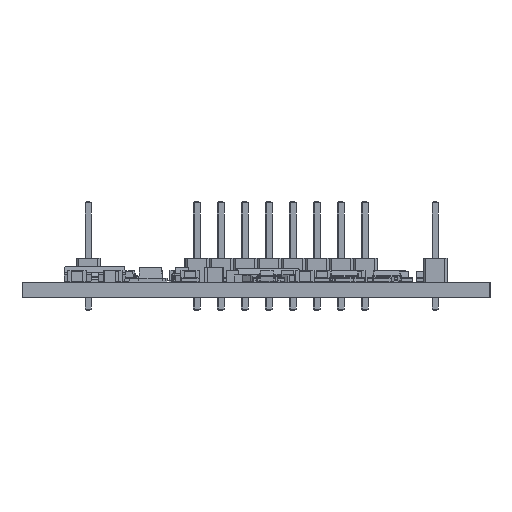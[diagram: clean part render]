
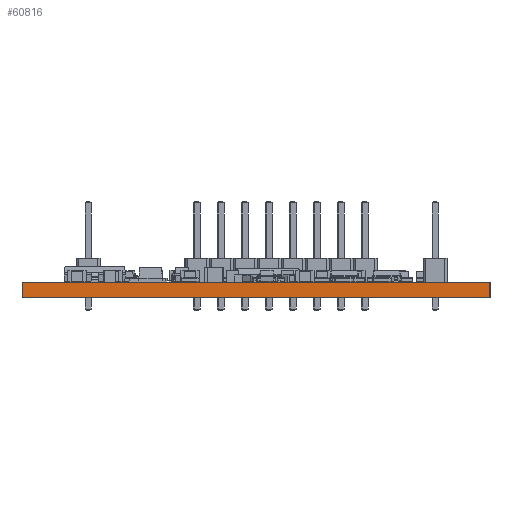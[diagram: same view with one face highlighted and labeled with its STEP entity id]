
A CAD part, left-side view. The second image highlights one B-rep face of the part: STEP entity #60816.
In plain terms, the highlighted planar face has unit normal (-1, 0, 0).
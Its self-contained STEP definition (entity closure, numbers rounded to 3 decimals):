
#60760 = VERTEX_POINT('',#60761);
#60761 = CARTESIAN_POINT('',(36.,-113.5,1.6));
#60767 = EDGE_CURVE('',#60768,#60760,#60770,.T.);
#60768 = VERTEX_POINT('',#60769);
#60769 = CARTESIAN_POINT('',(36.,-113.5,0.));
#60770 = LINE('',#60771,#60772);
#60771 = CARTESIAN_POINT('',(36.,-113.5,0.));
#60772 = VECTOR('',#60773,1.);
#60773 = DIRECTION('',(0.,0.,1.));
#60816 = ADVANCED_FACE('',(#60817),#60842,.T.);
#60817 = FACE_BOUND('',#60818,.T.);
#60818 = EDGE_LOOP('',(#60819,#60820,#60828,#60836));
#60819 = ORIENTED_EDGE('',*,*,#60767,.T.);
#60820 = ORIENTED_EDGE('',*,*,#60821,.T.);
#60821 = EDGE_CURVE('',#60760,#60822,#60824,.T.);
#60822 = VERTEX_POINT('',#60823);
#60823 = CARTESIAN_POINT('',(36.,-64.,1.6));
#60824 = LINE('',#60825,#60826);
#60825 = CARTESIAN_POINT('',(36.,-113.5,1.6));
#60826 = VECTOR('',#60827,1.);
#60827 = DIRECTION('',(0.,1.,0.));
#60828 = ORIENTED_EDGE('',*,*,#60829,.F.);
#60829 = EDGE_CURVE('',#60830,#60822,#60832,.T.);
#60830 = VERTEX_POINT('',#60831);
#60831 = CARTESIAN_POINT('',(36.,-64.,0.));
#60832 = LINE('',#60833,#60834);
#60833 = CARTESIAN_POINT('',(36.,-64.,0.));
#60834 = VECTOR('',#60835,1.);
#60835 = DIRECTION('',(0.,0.,1.));
#60836 = ORIENTED_EDGE('',*,*,#60837,.F.);
#60837 = EDGE_CURVE('',#60768,#60830,#60838,.T.);
#60838 = LINE('',#60839,#60840);
#60839 = CARTESIAN_POINT('',(36.,-113.5,0.));
#60840 = VECTOR('',#60841,1.);
#60841 = DIRECTION('',(0.,1.,0.));
#60842 = PLANE('',#60843);
#60843 = AXIS2_PLACEMENT_3D('',#60844,#60845,#60846);
#60844 = CARTESIAN_POINT('',(36.,-113.5,0.));
#60845 = DIRECTION('',(-1.,0.,0.));
#60846 = DIRECTION('',(0.,1.,0.));
